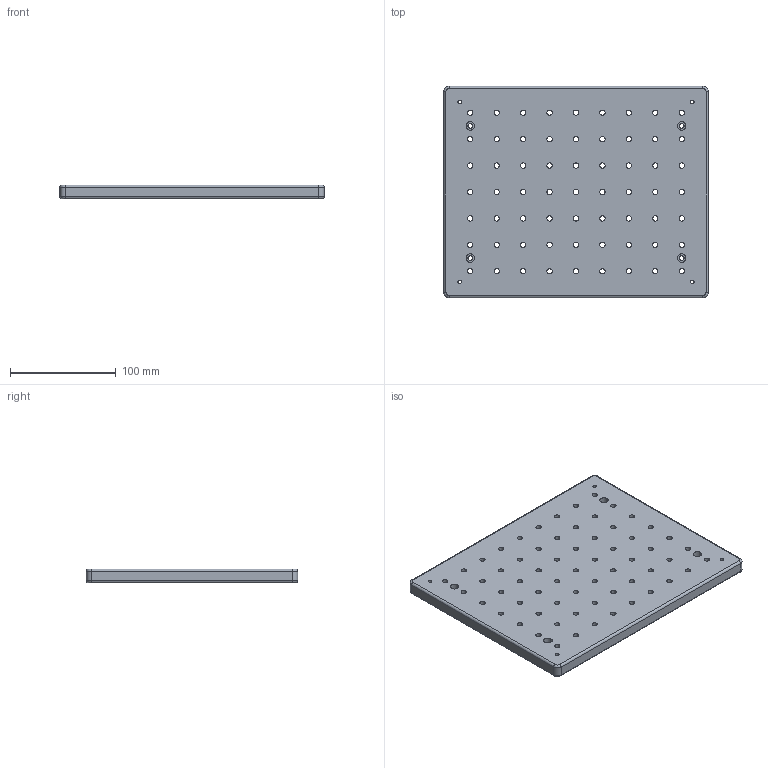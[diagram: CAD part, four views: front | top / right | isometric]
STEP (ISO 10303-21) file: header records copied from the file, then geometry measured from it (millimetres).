
FILE_DESCRIPTION (( 'STEP AP203' ), '1' );
FILE_NAME ('BR0225-1M.STEP', '2023-04-25T07:00:18', ( '' ), ( '' ), 'SwSTEP 2.0', 'SolidWorks 2022', '' );
FILE_SCHEMA (( 'CONFIG_CONTROL_DESIGN' ));
Length unit declared in the file: millimetre
Products named in the file (1): BR0225-1M
Bounding box: 250 x 200 x 13 mm (x, y, z)
Volume: 630018 mm3; surface area: 121744.8 mm2
Topology: 1 solids, 1 shells, 180 faces, 506 edges, 332 vertices
Faces by surface type: cylinder 162, plane 10, torus 8
Entity records: 6355 total; most frequent: DIRECTION 1200, CARTESIAN_POINT 1019, ORIENTED_EDGE 1012, AXIS2_PLACEMENT_3D 513, EDGE_CURVE 506, VERTEX_POINT 332, CIRCLE 332, EDGE_LOOP 326
